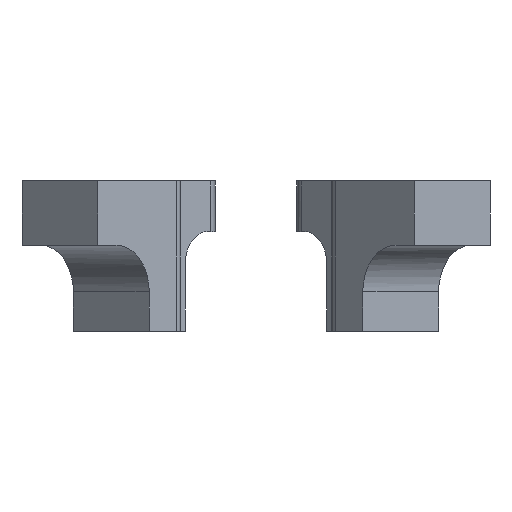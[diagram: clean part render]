
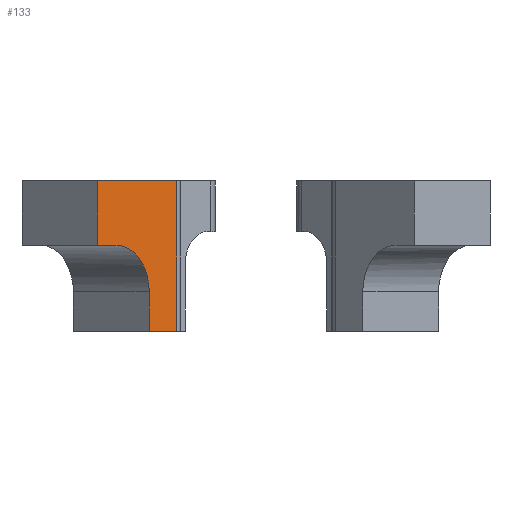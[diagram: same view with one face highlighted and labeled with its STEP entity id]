
A CAD part, left-side view. The second image highlights one B-rep face of the part: STEP entity #133.
In plain terms, the highlighted free-form (B-spline) face has degree [2, 1] with [3, 2] control points.
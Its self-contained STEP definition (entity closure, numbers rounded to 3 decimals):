
#133=ADVANCED_FACE('',(#273),#2604,.T.);
#273=FACE_OUTER_BOUND('',#420,.T.);
#420=EDGE_LOOP('',(#795,#796,#797,#798,#799,#800,#801));
#795=ORIENTED_EDGE('',*,*,#1567,.T.);
#796=ORIENTED_EDGE('',*,*,#1569,.T.);
#797=ORIENTED_EDGE('',*,*,#1532,.F.);
#798=ORIENTED_EDGE('',*,*,#1528,.F.);
#799=ORIENTED_EDGE('',*,*,#1530,.T.);
#800=ORIENTED_EDGE('',*,*,#1531,.T.);
#801=ORIENTED_EDGE('',*,*,#1568,.T.);
#1528=EDGE_CURVE('',#2351,#2352,#1993,.T.);
#1530=EDGE_CURVE('',#2351,#2353,#1995,.T.);
#1531=EDGE_CURVE('',#2353,#2378,#1996,.T.);
#1532=EDGE_CURVE('',#2352,#2379,#1997,.T.);
#1567=EDGE_CURVE('',#2376,#2377,#2032,.T.);
#1568=EDGE_CURVE('',#2378,#2376,#2033,.T.);
#1569=EDGE_CURVE('',#2377,#2379,#2034,.T.);
#1993=(
BOUNDED_CURVE()
B_SPLINE_CURVE(1,(#3897,#3898),.UNSPECIFIED.,.F.,.F.)
B_SPLINE_CURVE_WITH_KNOTS((2,2),(0.,48.),.UNSPECIFIED.)
CURVE()
GEOMETRIC_REPRESENTATION_ITEM()
RATIONAL_B_SPLINE_CURVE((1.,1.))
REPRESENTATION_ITEM('')
);
#1995=(
BOUNDED_CURVE()
B_SPLINE_CURVE(2,(#3902,#3903,#3904),.UNSPECIFIED.,.F.,.F.)
B_SPLINE_CURVE_WITH_KNOTS((3,3),(-132.727,-96.962),
 .UNSPECIFIED.)
CURVE()
GEOMETRIC_REPRESENTATION_ITEM()
RATIONAL_B_SPLINE_CURVE((1.,1.,1.))
REPRESENTATION_ITEM('')
);
#1996=(
BOUNDED_CURVE()
B_SPLINE_CURVE(1,(#3905,#3906),.UNSPECIFIED.,.F.,.F.)
B_SPLINE_CURVE_WITH_KNOTS((2,2),(0.,20.5),.UNSPECIFIED.)
CURVE()
GEOMETRIC_REPRESENTATION_ITEM()
RATIONAL_B_SPLINE_CURVE((1.,1.))
REPRESENTATION_ITEM('')
);
#1997=(
BOUNDED_CURVE()
B_SPLINE_CURVE(2,(#3907,#3908,#3909),.UNSPECIFIED.,.F.,.F.)
B_SPLINE_CURVE_WITH_KNOTS((3,3),(-132.727,-120.195),
 .UNSPECIFIED.)
CURVE()
GEOMETRIC_REPRESENTATION_ITEM()
RATIONAL_B_SPLINE_CURVE((1.,1.,1.))
REPRESENTATION_ITEM('')
);
#2032=(
BOUNDED_CURVE()
B_SPLINE_CURVE(2,(#4023,#4024,#4025),.UNSPECIFIED.,.F.,.F.)
B_SPLINE_CURVE_WITH_KNOTS((3,3),(-38.141,-14.58),
 .UNSPECIFIED.)
CURVE()
GEOMETRIC_REPRESENTATION_ITEM()
RATIONAL_B_SPLINE_CURVE((1.,0.707,1.))
REPRESENTATION_ITEM('')
);
#2033=(
BOUNDED_CURVE()
B_SPLINE_CURVE(2,(#4026,#4027,#4028),.UNSPECIFIED.,.F.,.F.)
B_SPLINE_CURVE_WITH_KNOTS((3,3),(96.962,105.195),
 .UNSPECIFIED.)
CURVE()
GEOMETRIC_REPRESENTATION_ITEM()
RATIONAL_B_SPLINE_CURVE((1.,1.,1.))
REPRESENTATION_ITEM('')
);
#2034=(
BOUNDED_CURVE()
B_SPLINE_CURVE(1,(#4029,#4030),.UNSPECIFIED.,.F.,.F.)
B_SPLINE_CURVE_WITH_KNOTS((2,2),(35.5,48.),
 .UNSPECIFIED.)
CURVE()
GEOMETRIC_REPRESENTATION_ITEM()
RATIONAL_B_SPLINE_CURVE((1.,1.))
REPRESENTATION_ITEM('')
);
#2351=VERTEX_POINT('',#3790);
#2352=VERTEX_POINT('',#3791);
#2353=VERTEX_POINT('',#3792);
#2376=VERTEX_POINT('',#3815);
#2377=VERTEX_POINT('',#3816);
#2378=VERTEX_POINT('',#3817);
#2379=VERTEX_POINT('',#3818);
#2604=(
BOUNDED_SURFACE()
B_SPLINE_SURFACE(2,1,((#3579,#3580),(#3581,#3582),(#3583,#3584)),
 .UNSPECIFIED.,.F.,.F.,.F.)
B_SPLINE_SURFACE_WITH_KNOTS((3,3),(2,2),(-132.727,-96.962),
(0.,48.),.UNSPECIFIED.)
GEOMETRIC_REPRESENTATION_ITEM()
RATIONAL_B_SPLINE_SURFACE(((1.,1.),(1.,1.),(1.,1.)))
REPRESENTATION_ITEM('')
SURFACE()
);
#3579=CARTESIAN_POINT('',(-49.525,25.311,0.));
#3580=CARTESIAN_POINT('',(-49.525,25.311,-48.));
#3581=CARTESIAN_POINT('',(-62.169,37.956,0.));
#3582=CARTESIAN_POINT('',(-62.169,37.956,-48.));
#3583=CARTESIAN_POINT('',(-74.814,50.601,0.));
#3584=CARTESIAN_POINT('',(-74.814,50.601,-48.));
#3790=CARTESIAN_POINT('',(-49.525,25.311,0.));
#3791=CARTESIAN_POINT('',(-49.525,25.311,-48.));
#3792=CARTESIAN_POINT('',(-74.814,50.601,0.));
#3815=CARTESIAN_POINT('',(-68.993,44.779,-20.5));
#3816=CARTESIAN_POINT('',(-58.386,34.172,-35.5));
#3817=CARTESIAN_POINT('',(-74.814,50.601,-20.5));
#3818=CARTESIAN_POINT('',(-58.386,34.172,-48.));
#3897=CARTESIAN_POINT('',(-49.525,25.311,0.));
#3898=CARTESIAN_POINT('',(-49.525,25.311,-48.));
#3902=CARTESIAN_POINT('',(-49.525,25.311,0.));
#3903=CARTESIAN_POINT('',(-62.169,37.956,0.));
#3904=CARTESIAN_POINT('',(-74.814,50.601,0.));
#3905=CARTESIAN_POINT('',(-74.814,50.601,0.));
#3906=CARTESIAN_POINT('',(-74.814,50.601,-20.5));
#3907=CARTESIAN_POINT('',(-49.525,25.311,-48.));
#3908=CARTESIAN_POINT('',(-53.955,29.742,-48.));
#3909=CARTESIAN_POINT('',(-58.386,34.172,-48.));
#4023=CARTESIAN_POINT('',(-68.993,44.779,-20.5));
#4024=CARTESIAN_POINT('',(-58.386,34.172,-20.5));
#4025=CARTESIAN_POINT('',(-58.386,34.172,-35.5));
#4026=CARTESIAN_POINT('',(-74.814,50.601,-20.5));
#4027=CARTESIAN_POINT('',(-71.903,47.69,-20.5));
#4028=CARTESIAN_POINT('',(-68.993,44.779,-20.5));
#4029=CARTESIAN_POINT('',(-58.386,34.172,-35.5));
#4030=CARTESIAN_POINT('',(-58.386,34.172,-48.));
